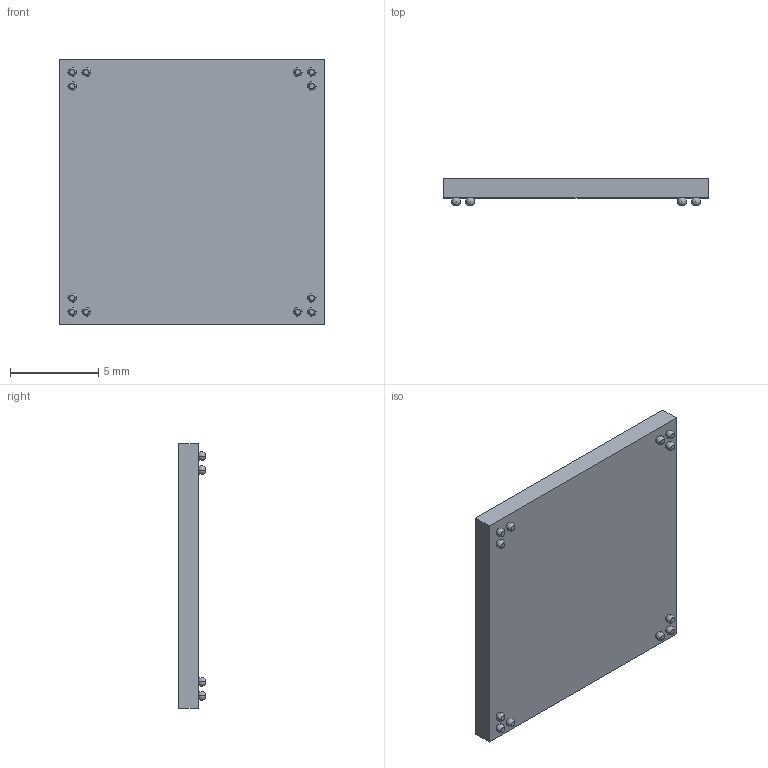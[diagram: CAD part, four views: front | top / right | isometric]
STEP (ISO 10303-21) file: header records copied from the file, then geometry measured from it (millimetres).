
FILE_DESCRIPTION (( 'STEP AP214' ), '1' );
FILE_NAME ('XC7A15T-1CSG324C.STEP', '2019-04-07T12:12:05', ( '' ), ( '' ), 'SwSTEP 2.0', 'SolidWorks 2018', '' );
FILE_SCHEMA (( 'AUTOMOTIVE_DESIGN' ));
Length unit declared in the file: millimetre
Products named in the file (3): XC7A15T-1CSG324C; bal; Package
Assembly tree (13 placements, depth 2):
  XC7A15T-1CSG324C
    Package
    bal  x12
Bounding box: 15 x 1.5 x 15 mm (x, y, z)
Volume: 248.1 mm3; surface area: 526.5 mm2
Topology: 13 solids, 13 shells, 400 faces, 1077 edges, 714 vertices
Faces by surface type: plane 262, bspline 112, sphere 24, cylinder 2
Entity records: 17436 total; most frequent: CARTESIAN_POINT 8773, ORIENTED_EDGE 1902, DIRECTION 1257, EDGE_CURVE 951, LINE 717, VECTOR 717, VERTEX_POINT 634, EDGE_LOOP 391
